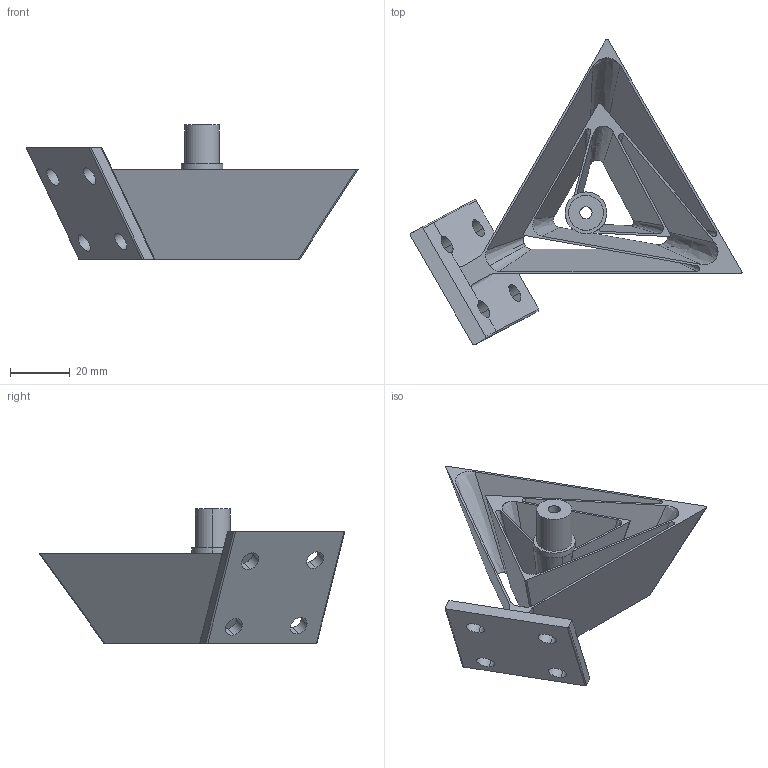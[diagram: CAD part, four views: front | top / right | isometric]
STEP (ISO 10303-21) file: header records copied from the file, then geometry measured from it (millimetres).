
FILE_DESCRIPTION (( 'STEP AP203' ), '1' );
FILE_NAME ('Tetra II joint.STEP', '2021-04-27T18:53:36', ( '' ), ( '' ), 'SwSTEP 2.0', 'SolidWorks 2018', '' );
FILE_SCHEMA (( 'CONFIG_CONTROL_DESIGN' ));
Length unit declared in the file: millimetre
Products named in the file (1): Tetra II joint
Bounding box: 111.32 x 102.51 x 45 mm (x, y, z)
Volume: 25149.4 mm3; surface area: 32875 mm2
Topology: 1 solids, 1 shells, 83 faces, 247 edges, 164 vertices
Faces by surface type: plane 28, bspline 26, cylinder 24, cone 5
Entity records: 4294 total; most frequent: CARTESIAN_POINT 2261, ORIENTED_EDGE 494, DIRECTION 289, EDGE_CURVE 247, VERTEX_POINT 164, AXIS2_PLACEMENT_3D 99, EDGE_LOOP 97, B_SPLINE_CURVE_WITH_KNOTS 95
